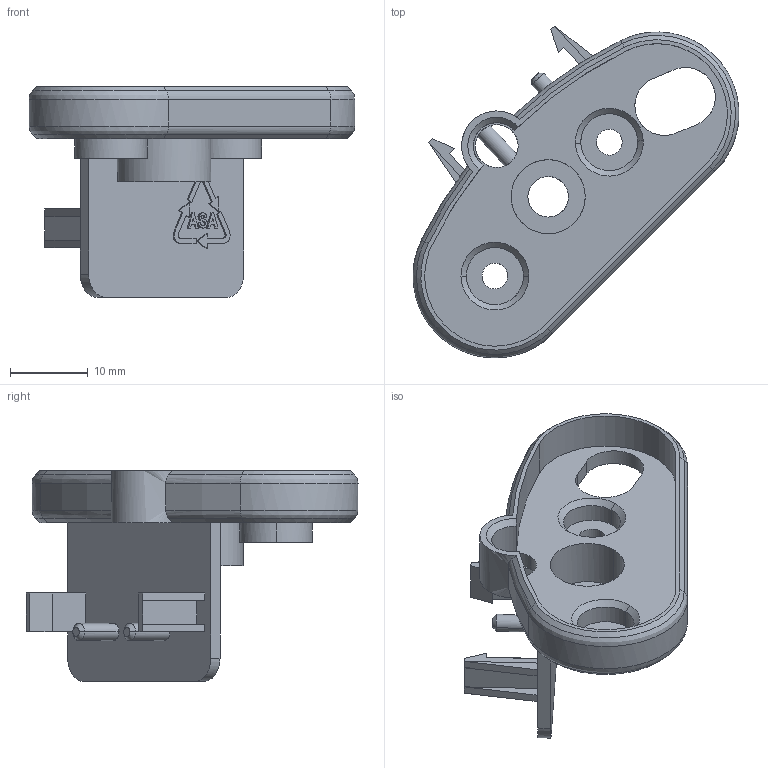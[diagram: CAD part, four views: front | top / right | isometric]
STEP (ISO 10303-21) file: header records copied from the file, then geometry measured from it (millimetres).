
FILE_DESCRIPTION(/* description */ (''),/* implementation_level */ '2;1');
FILE_NAME(/* name */ '17_OF reMix_Switch Holder_2311',/* time_stamp */ '2023-12-12T07:37:59+01:00',/* author */ (''),/* organization */ (''),/* preprocessor_version */ 'ST-DEVELOPER v16.5',/* originating_system */ 'Rhino 7.28',/* authorisation */ '');
FILE_SCHEMA (('CONFIG_CONTROL_DESIGN'));
Length unit declared in the file: millimetre
Products named in the file (1): Document
Bounding box: 41.8 x 42.58 x 27.04 mm (x, y, z)
Surface area: 5328.1 mm2 (no closed solid volume)
Topology: 0 solids, 1 shells, 187 faces, 471 edges, 302 vertices
Faces by surface type: plane 109, cylinder 43, bspline 35
Entity records: 7075 total; most frequent: CARTESIAN_POINT 3883, ORIENTED_EDGE 934, EDGE_CURVE 471, B_SPLINE_CURVE_WITH_KNOTS 311, VERTEX_POINT 302, EDGE_LOOP 215, ADVANCED_FACE 187, FACE_OUTER_BOUND 187
